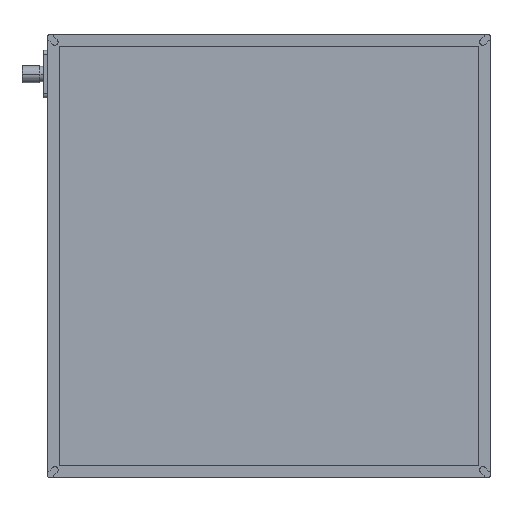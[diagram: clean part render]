
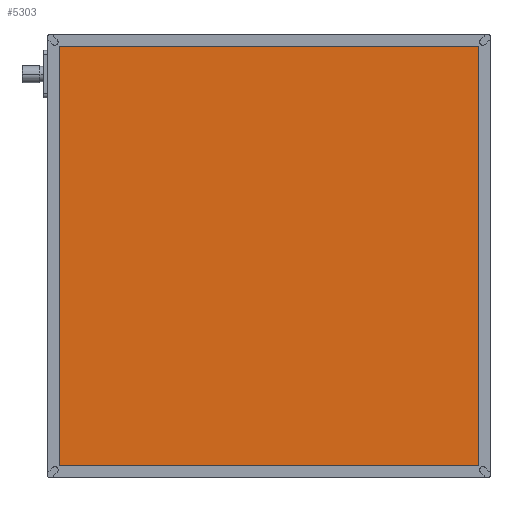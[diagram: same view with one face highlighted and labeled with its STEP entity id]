
A CAD part, top view. The second image highlights one B-rep face of the part: STEP entity #5303.
In plain terms, the highlighted planar face has unit normal (0, 0, 1).
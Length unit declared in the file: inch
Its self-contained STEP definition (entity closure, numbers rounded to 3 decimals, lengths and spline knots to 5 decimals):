
#93 = FACE_OUTER_BOUND ( 'NONE', #1853, .T. ) ;
#112 = EDGE_CURVE ( 'NONE', #1327, #1746, #4164, .T. ) ;
#320 = LINE ( 'NONE', #5946, #3060 ) ;
#368 = VECTOR ( 'NONE', #6720, 39.37008 ) ;
#548 = VECTOR ( 'NONE', #2164, 39.37008 ) ;
#614 = AXIS2_PLACEMENT_3D ( 'NONE', #1814, #693, #4068 ) ;
#693 = DIRECTION ( 'NONE',  ( 0., 0., -1. ) ) ;
#880 = DIRECTION ( 'NONE',  ( 1., 0., 0. ) ) ;
#1327 = VERTEX_POINT ( 'NONE', #2206 ) ;
#1349 = CARTESIAN_POINT ( 'NONE',  ( 0.15748, 0., 1.64764 ) ) ;
#1746 = VERTEX_POINT ( 'NONE', #5406 ) ;
#1814 = CARTESIAN_POINT ( 'NONE',  ( 0., 0., 1.64764 ) ) ;
#1853 = EDGE_LOOP ( 'NONE', ( #4637, #2837, #2497, #2958 ) ) ;
#1994 = DIRECTION ( 'NONE',  ( 0., -1., 0. ) ) ;
#2164 = DIRECTION ( 'NONE',  ( 0., 1., 0. ) ) ;
#2206 = CARTESIAN_POINT ( 'NONE',  ( 0.15748, 0.15748, 1.64764 ) ) ;
#2372 = PLANE ( 'NONE',  #614 ) ;
#2497 = ORIENTED_EDGE ( 'NONE', *, *, #7017, .F. ) ;
#2837 = ORIENTED_EDGE ( 'NONE', *, *, #4993, .F. ) ;
#2891 = CARTESIAN_POINT ( 'NONE',  ( 11.65354, 0.15748, 1.64764 ) ) ;
#2958 = ORIENTED_EDGE ( 'NONE', *, *, #3400, .F. ) ;
#3060 = VECTOR ( 'NONE', #880, 39.37008 ) ;
#3400 = EDGE_CURVE ( 'NONE', #1746, #5032, #320, .T. ) ;
#4068 = DIRECTION ( 'NONE',  ( -1., 0., 0. ) ) ;
#4164 = LINE ( 'NONE', #1349, #548 ) ;
#4248 = CARTESIAN_POINT ( 'NONE',  ( 11.65354, 0., 1.64764 ) ) ;
#4367 = VERTEX_POINT ( 'NONE', #2891 ) ;
#4460 = LINE ( 'NONE', #6189, #368 ) ;
#4637 = ORIENTED_EDGE ( 'NONE', *, *, #112, .F. ) ;
#4993 = EDGE_CURVE ( 'NONE', #4367, #1327, #4460, .T. ) ;
#5032 = VERTEX_POINT ( 'NONE', #5594 ) ;
#5303 = ADVANCED_FACE ( 'NONE', ( #93 ), #2372, .F. ) ;
#5305 = VECTOR ( 'NONE', #1994, 39.37008 ) ;
#5406 = CARTESIAN_POINT ( 'NONE',  ( 0.15748, 11.65354, 1.64764 ) ) ;
#5594 = CARTESIAN_POINT ( 'NONE',  ( 11.65354, 11.65354, 1.64764 ) ) ;
#5946 = CARTESIAN_POINT ( 'NONE',  ( 0., 11.65354, 1.64764 ) ) ;
#6189 = CARTESIAN_POINT ( 'NONE',  ( 0., 0.15748, 1.64764 ) ) ;
#6398 = LINE ( 'NONE', #4248, #5305 ) ;
#6720 = DIRECTION ( 'NONE',  ( -1., 0., 0. ) ) ;
#7017 = EDGE_CURVE ( 'NONE', #5032, #4367, #6398, .T. ) ;
